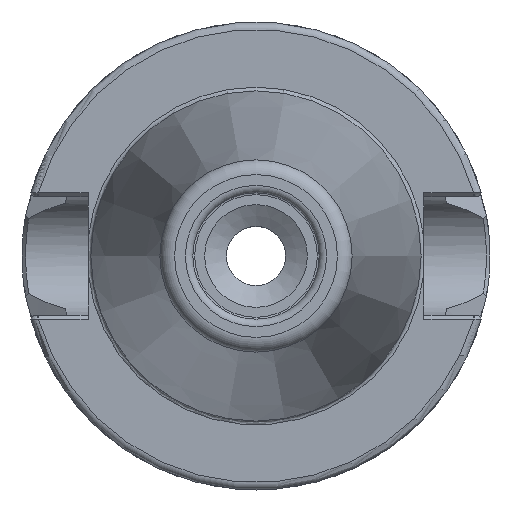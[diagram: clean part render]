
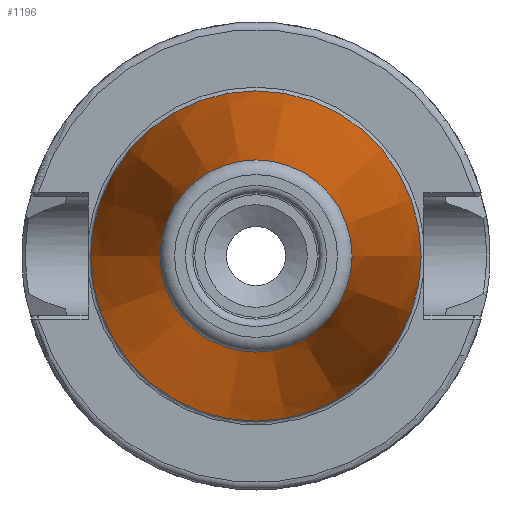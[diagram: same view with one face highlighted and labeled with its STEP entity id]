
A CAD part, left-side view. The second image highlights one B-rep face of the part: STEP entity #1196.
In plain terms, the highlighted conical face has half-angle 8.297 degrees and reference radius 17.581 mm.
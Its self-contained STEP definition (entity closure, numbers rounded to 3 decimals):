
#91=CIRCLE('',#1299,22.225);
#92=CIRCLE('',#1300,22.225);
#93=CIRCLE('',#1301,12.937);
#94=CIRCLE('',#1302,12.937);
#95=CIRCLE('',#1303,12.937);
#148=CONICAL_SURFACE('',#1298,17.581,0.145);
#203=FACE_OUTER_BOUND('',#266,.T.);
#266=EDGE_LOOP('',(#1004,#1005,#1006,#1007,#1008,#1009,#1010));
#346=LINE('',#2618,#405);
#405=VECTOR('',#1553,17.581);
#536=VERTEX_POINT('',#2613);
#537=VERTEX_POINT('',#2614);
#538=VERTEX_POINT('',#2617);
#539=VERTEX_POINT('',#2619);
#540=VERTEX_POINT('',#2621);
#708=EDGE_CURVE('',#536,#537,#91,.T.);
#709=EDGE_CURVE('',#537,#536,#92,.T.);
#710=EDGE_CURVE('',#537,#538,#346,.T.);
#711=EDGE_CURVE('',#538,#539,#93,.T.);
#712=EDGE_CURVE('',#539,#540,#94,.T.);
#713=EDGE_CURVE('',#540,#538,#95,.T.);
#1004=ORIENTED_EDGE('',*,*,#708,.F.);
#1005=ORIENTED_EDGE('',*,*,#709,.F.);
#1006=ORIENTED_EDGE('',*,*,#710,.T.);
#1007=ORIENTED_EDGE('',*,*,#711,.T.);
#1008=ORIENTED_EDGE('',*,*,#712,.T.);
#1009=ORIENTED_EDGE('',*,*,#713,.T.);
#1010=ORIENTED_EDGE('',*,*,#710,.F.);
#1196=ADVANCED_FACE('',(#203),#148,.T.);
#1298=AXIS2_PLACEMENT_3D('',#2612,#1547,#1548);
#1299=AXIS2_PLACEMENT_3D('',#2615,#1549,#1550);
#1300=AXIS2_PLACEMENT_3D('',#2616,#1551,#1552);
#1301=AXIS2_PLACEMENT_3D('',#2620,#1554,#1555);
#1302=AXIS2_PLACEMENT_3D('',#2622,#1556,#1557);
#1303=AXIS2_PLACEMENT_3D('',#2623,#1558,#1559);
#1547=DIRECTION('center_axis',(1.,0.,0.));
#1548=DIRECTION('ref_axis',(0.,1.,0.));
#1549=DIRECTION('center_axis',(1.,0.,0.));
#1550=DIRECTION('ref_axis',(0.,0.,-1.));
#1551=DIRECTION('center_axis',(1.,0.,0.));
#1552=DIRECTION('ref_axis',(0.,0.,-1.));
#1553=DIRECTION('',(-0.99,0.144,0.));
#1554=DIRECTION('center_axis',(1.,0.,0.));
#1555=DIRECTION('ref_axis',(0.,0.,-1.));
#1556=DIRECTION('center_axis',(1.,0.,0.));
#1557=DIRECTION('ref_axis',(0.,0.,-1.));
#1558=DIRECTION('center_axis',(1.,0.,0.));
#1559=DIRECTION('ref_axis',(0.,0.,-1.));
#2612=CARTESIAN_POINT('Origin',(-31.844,0.,
0.));
#2613=CARTESIAN_POINT('',(0.,22.225,0.));
#2614=CARTESIAN_POINT('',(0.,-22.225,0.));
#2615=CARTESIAN_POINT('Origin',(0.,0.,
0.));
#2616=CARTESIAN_POINT('Origin',(0.,0.,
0.));
#2617=CARTESIAN_POINT('',(-63.689,-12.937,0.));
#2618=CARTESIAN_POINT('',(-31.844,-17.581,0.));
#2619=CARTESIAN_POINT('',(-63.689,12.937,0.));
#2620=CARTESIAN_POINT('Origin',(-63.689,0.,
0.));
#2621=CARTESIAN_POINT('',(-63.689,0.,12.937));
#2622=CARTESIAN_POINT('Origin',(-63.689,0.,
0.));
#2623=CARTESIAN_POINT('Origin',(-63.689,0.,
0.));
